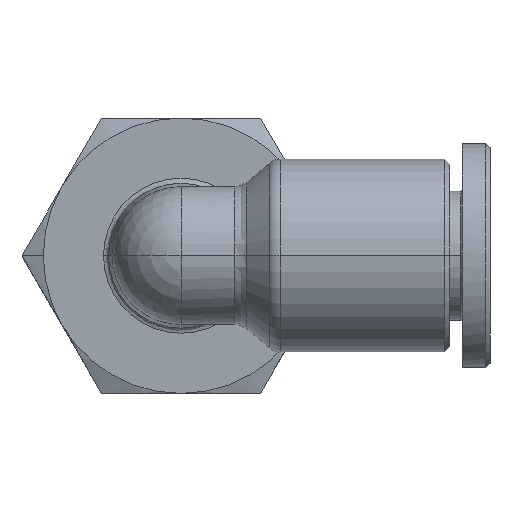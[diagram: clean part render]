
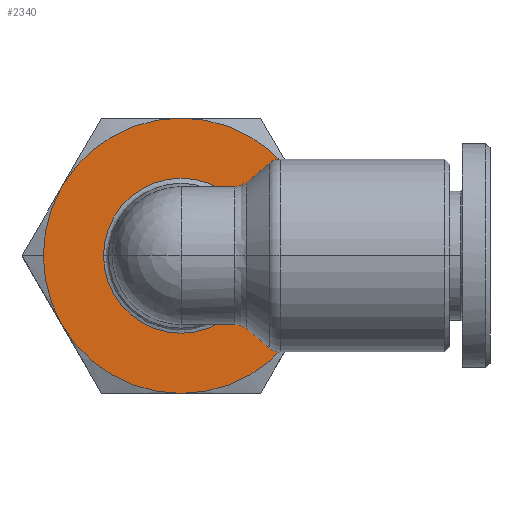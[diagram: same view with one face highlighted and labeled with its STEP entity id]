
A CAD part, top view. The second image highlights one B-rep face of the part: STEP entity #2340.
In plain terms, the highlighted planar face has unit normal (0, 0, 1).
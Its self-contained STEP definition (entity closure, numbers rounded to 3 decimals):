
#1432=CARTESIAN_POINT('',(-13.5,0.,-5.9));
#1433=VERTEX_POINT('',#1432);
#1442=CARTESIAN_POINT('',(-12.428,4.,-5.9));
#1443=VERTEX_POINT('',#1442);
#1444=CARTESIAN_POINT('',(-5.5,0.,-5.9));
#1445=DIRECTION('',(0.0,0.0,1.0));
#1446=DIRECTION('',(1.0,0.0,0.0));
#1447=AXIS2_PLACEMENT_3D('',#1444,#1445,#1446);
#1448=CIRCLE('',#1447,8.);
#1449=EDGE_CURVE('',#1443,#1433,#1448,.T.);
#1474=CARTESIAN_POINT('',(2.5,0.,-5.9));
#1475=VERTEX_POINT('',#1474);
#1482=CARTESIAN_POINT('',(1.428,4.,-5.9));
#1483=VERTEX_POINT('',#1482);
#1497=CARTESIAN_POINT('',(-5.5,0.,-5.9));
#1498=DIRECTION('',(0.0,0.0,1.0));
#1499=DIRECTION('',(1.0,0.0,0.0));
#1500=AXIS2_PLACEMENT_3D('',#1497,#1498,#1499);
#1501=CIRCLE('',#1500,8.);
#1502=EDGE_CURVE('',#1475,#1483,#1501,.T.);
#1752=CARTESIAN_POINT('',(-0.999,0.,-5.9));
#1753=VERTEX_POINT('',#1752);
#1762=CARTESIAN_POINT('',(-10.001,0.,-5.9));
#1763=VERTEX_POINT('',#1762);
#1771=CARTESIAN_POINT('',(-5.5,0.,-5.9));
#1772=DIRECTION('',(0.0,0.0,1.0));
#1773=DIRECTION('',(-1.0,0.0,0.0));
#1774=AXIS2_PLACEMENT_3D('',#1771,#1772,#1773);
#1775=CIRCLE('',#1774,4.501);
#1776=EDGE_CURVE('',#1763,#1753,#1775,.T.);
#2241=CARTESIAN_POINT('',(-5.5,0.,-5.9));
#2242=DIRECTION('',(0.0,0.0,1.0));
#2243=DIRECTION('',(-1.0,0.0,0.0));
#2244=AXIS2_PLACEMENT_3D('',#2241,#2242,#2243);
#2245=CIRCLE('',#2244,4.501);
#2246=EDGE_CURVE('',#1753,#1763,#2245,.T.);
#2277=CARTESIAN_POINT('',(-5.5,0.,-5.9));
#2278=DIRECTION('',(0.0,0.0,-1.0));
#2279=DIRECTION('',(-1.0,0.0,0.0));
#2280=AXIS2_PLACEMENT_3D('',#2277,#2278,#2279);
#2281=PLANE('',#2280);
#2282=ORIENTED_EDGE('',*,*,#1449,.T.);
#2283=CARTESIAN_POINT('',(-12.428,-4.,-5.9));
#2284=VERTEX_POINT('',#2283);
#2285=CARTESIAN_POINT('',(-5.5,0.,-5.9));
#2286=DIRECTION('',(0.0,0.0,1.0));
#2287=DIRECTION('',(1.0,0.0,0.0));
#2288=AXIS2_PLACEMENT_3D('',#2285,#2286,#2287);
#2289=CIRCLE('',#2288,8.);
#2290=EDGE_CURVE('',#1433,#2284,#2289,.T.);
#2291=ORIENTED_EDGE('',*,*,#2290,.T.);
#2292=CARTESIAN_POINT('',(-5.5,-8.,-5.9));
#2293=VERTEX_POINT('',#2292);
#2294=CARTESIAN_POINT('',(-5.5,0.,-5.9));
#2295=DIRECTION('',(0.0,0.0,1.0));
#2296=DIRECTION('',(1.0,0.0,0.0));
#2297=AXIS2_PLACEMENT_3D('',#2294,#2295,#2296);
#2298=CIRCLE('',#2297,8.);
#2299=EDGE_CURVE('',#2284,#2293,#2298,.T.);
#2300=ORIENTED_EDGE('',*,*,#2299,.T.);
#2301=CARTESIAN_POINT('',(1.428,-4.,-5.9));
#2302=VERTEX_POINT('',#2301);
#2303=CARTESIAN_POINT('',(-5.5,0.,-5.9));
#2304=DIRECTION('',(0.0,0.0,1.0));
#2305=DIRECTION('',(1.0,0.0,0.0));
#2306=AXIS2_PLACEMENT_3D('',#2303,#2304,#2305);
#2307=CIRCLE('',#2306,8.);
#2308=EDGE_CURVE('',#2293,#2302,#2307,.T.);
#2309=ORIENTED_EDGE('',*,*,#2308,.T.);
#2310=CARTESIAN_POINT('',(-5.5,0.,-5.9));
#2311=DIRECTION('',(0.0,0.0,1.0));
#2312=DIRECTION('',(1.0,0.0,0.0));
#2313=AXIS2_PLACEMENT_3D('',#2310,#2311,#2312);
#2314=CIRCLE('',#2313,8.);
#2315=EDGE_CURVE('',#2302,#1475,#2314,.T.);
#2316=ORIENTED_EDGE('',*,*,#2315,.T.);
#2317=ORIENTED_EDGE('',*,*,#1502,.T.);
#2318=CARTESIAN_POINT('',(-5.5,8.,-5.9));
#2319=VERTEX_POINT('',#2318);
#2320=CARTESIAN_POINT('',(-5.5,0.,-5.9));
#2321=DIRECTION('',(0.0,0.0,1.0));
#2322=DIRECTION('',(1.0,0.0,0.0));
#2323=AXIS2_PLACEMENT_3D('',#2320,#2321,#2322);
#2324=CIRCLE('',#2323,8.);
#2325=EDGE_CURVE('',#1483,#2319,#2324,.T.);
#2326=ORIENTED_EDGE('',*,*,#2325,.T.);
#2327=CARTESIAN_POINT('',(-5.5,0.,-5.9));
#2328=DIRECTION('',(0.0,0.0,1.0));
#2329=DIRECTION('',(1.0,0.0,0.0));
#2330=AXIS2_PLACEMENT_3D('',#2327,#2328,#2329);
#2331=CIRCLE('',#2330,8.);
#2332=EDGE_CURVE('',#2319,#1443,#2331,.T.);
#2333=ORIENTED_EDGE('',*,*,#2332,.T.);
#2334=EDGE_LOOP('',(#2282,#2291,#2300,#2309,#2316,#2317,#2326,#2333));
#2335=FACE_OUTER_BOUND('',#2334,.T.);
#2336=ORIENTED_EDGE('',*,*,#2246,.F.);
#2337=ORIENTED_EDGE('',*,*,#1776,.F.);
#2338=EDGE_LOOP('',(#2336,#2337));
#2339=FACE_BOUND('',#2338,.T.);
#2340=ADVANCED_FACE('',(#2335,#2339),#2281,.F.);
